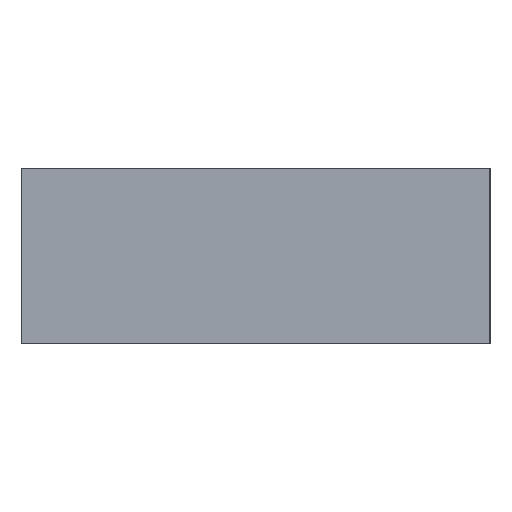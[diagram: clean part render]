
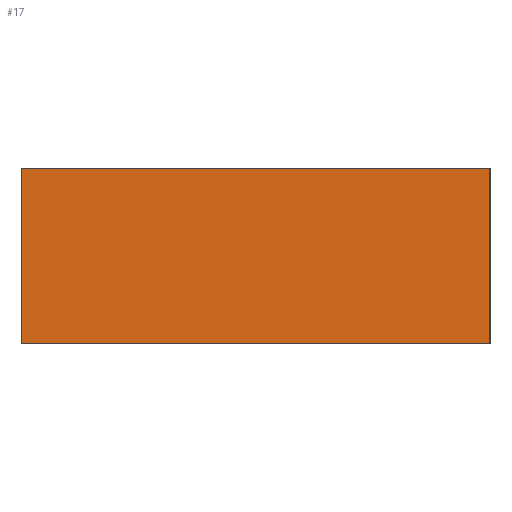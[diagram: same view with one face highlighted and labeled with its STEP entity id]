
A CAD part, left-side view. The second image highlights one B-rep face of the part: STEP entity #17.
In plain terms, the highlighted free-form (B-spline) face has degree [1, 1] with [2, 2] control points.
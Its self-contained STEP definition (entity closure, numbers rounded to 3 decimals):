
#17 = ADVANCED_FACE('',(#18),#48,.F.);
#18 = FACE_BOUND('',#19,.T.);
#19 = EDGE_LOOP('',(#20,#29,#36,#43));
#20 = ORIENTED_EDGE('',*,*,#21,.T.);
#21 = EDGE_CURVE('',#22,#24,#26,.T.);
#22 = VERTEX_POINT('',#23);
#23 = CARTESIAN_POINT('',(-804.562,582.787,-163.405
    ));
#24 = VERTEX_POINT('',#25);
#25 = CARTESIAN_POINT('',(-804.562,-550.993,
    -163.405));
#26 = B_SPLINE_CURVE_WITH_KNOTS('',1,(#27,#28),.UNSPECIFIED.,.F.,.F.,(2,
    2),(-812.8,-0.),.PIECEWISE_BEZIER_KNOTS.);
#27 = CARTESIAN_POINT('',(-804.562,582.787,-163.405
    ));
#28 = CARTESIAN_POINT('',(-804.562,-550.993,
    -163.405));
#29 = ORIENTED_EDGE('',*,*,#30,.F.);
#30 = EDGE_CURVE('',#31,#24,#33,.T.);
#31 = VERTEX_POINT('',#32);
#32 = CARTESIAN_POINT('',(-804.562,-550.993,
    261.763));
#33 = B_SPLINE_CURVE_WITH_KNOTS('',1,(#34,#35),.UNSPECIFIED.,.F.,.F.,(2,
    2),(-0.,304.8),.PIECEWISE_BEZIER_KNOTS.);
#34 = CARTESIAN_POINT('',(-804.562,-550.993,
    261.763));
#35 = CARTESIAN_POINT('',(-804.562,-550.993,
    -163.405));
#36 = ORIENTED_EDGE('',*,*,#37,.F.);
#37 = EDGE_CURVE('',#38,#31,#40,.T.);
#38 = VERTEX_POINT('',#39);
#39 = CARTESIAN_POINT('',(-804.562,582.787,261.763
    ));
#40 = B_SPLINE_CURVE_WITH_KNOTS('',1,(#41,#42),.UNSPECIFIED.,.F.,.F.,(2,
    2),(-812.8,-0.),.PIECEWISE_BEZIER_KNOTS.);
#41 = CARTESIAN_POINT('',(-804.562,582.787,261.763
    ));
#42 = CARTESIAN_POINT('',(-804.562,-550.993,
    261.763));
#43 = ORIENTED_EDGE('',*,*,#44,.T.);
#44 = EDGE_CURVE('',#38,#22,#45,.T.);
#45 = B_SPLINE_CURVE_WITH_KNOTS('',1,(#46,#47),.UNSPECIFIED.,.F.,.F.,(2,
    2),(-0.,304.8),.PIECEWISE_BEZIER_KNOTS.);
#46 = CARTESIAN_POINT('',(-804.562,582.787,261.763
    ));
#47 = CARTESIAN_POINT('',(-804.562,582.787,-163.405
    ));
#48 = B_SPLINE_SURFACE_WITH_KNOTS('',1,1,(
    (#49,#50)
    ,(#51,#52
    )),.UNSPECIFIED.,.F.,.F.,.F.,(2,2),(2,2),(0.,304.8),(0.,812.8),
  .PIECEWISE_BEZIER_KNOTS.);
#49 = CARTESIAN_POINT('',(-804.562,-550.993,
    261.763));
#50 = CARTESIAN_POINT('',(-804.562,582.787,261.763
    ));
#51 = CARTESIAN_POINT('',(-804.562,-550.993,
    -163.405));
#52 = CARTESIAN_POINT('',(-804.562,582.787,-163.405
    ));
